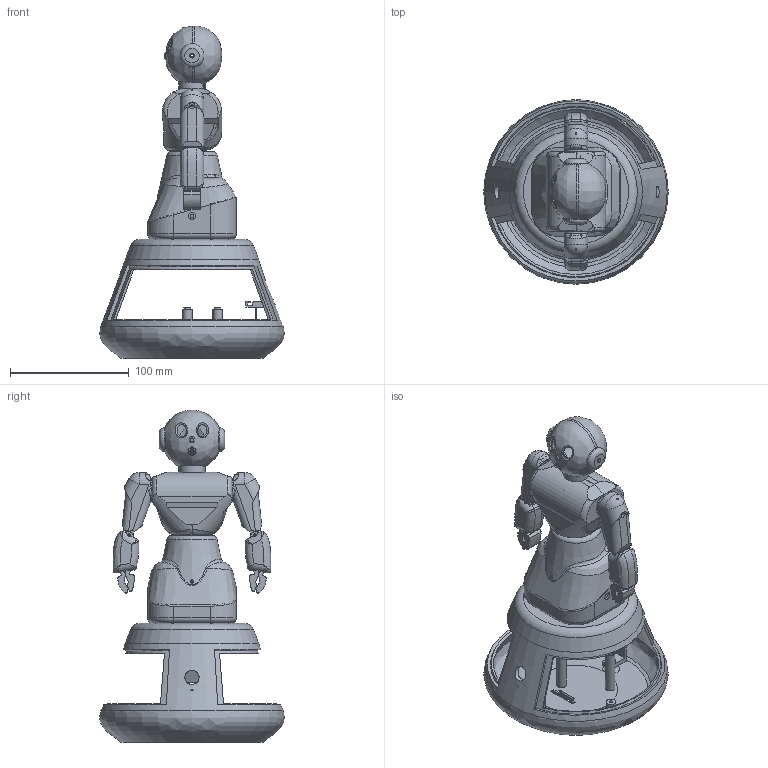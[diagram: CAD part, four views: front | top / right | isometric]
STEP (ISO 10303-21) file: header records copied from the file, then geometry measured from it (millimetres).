
FILE_DESCRIPTION(/* description */ (''),/* implementation_level */ '2;1');
FILE_NAME(/* name */ 'The_CAT v32.step',/* time_stamp */ '2023-06-21T16:59:40+05:30',/* author */ (''),/* organization */ (''),/* preprocessor_version */ 'ST-DEVELOPER v19.2',/* originating_system */ 'Autodesk Translation Framework v12.6.0.85',/* authorisation */ '');
FILE_SCHEMA (('AUTOMOTIVE_DESIGN { 1 0 10303 214 3 1 1 }'));
Length unit declared in the file: millimetre
Products named in the file (25): The_CAT; robot base; neo pixe ring; lower_body; upper_body; head; middle_block; middle_lower_part; middle_upper_part; bearing; left_upper_arm; left_lower_arm; left_palm; servo_MG90S; servo bush; rightarm; servo_MG90S v5(Mirror); right_upper_arm(Mirror); MG90_Arm v1; Arm02; forarm_palm_right; Component31; MG90_Arm v1_1; Arm02_1; closing lid
Assembly tree (24 placements, depth 3):
  The_CAT
    robot base
    neo pixe ring
    lower_body
    upper_body
    head
    middle_block
      middle_lower_part
      middle_upper_part
    bearing
    left_upper_arm
    left_lower_arm
    left_palm
    servo_MG90S
      servo bush
    rightarm
    servo_MG90S v5(Mirror)
    right_upper_arm(Mirror)
    MG90_Arm v1
      Arm02
    forarm_palm_right
    Component31
    MG90_Arm v1_1
      Arm02_1
    closing lid
Bounding box: 155.53 x 155.53 x 280 mm (x, y, z)
Volume: 471098.2 mm3; surface area: 308916.3 mm2
Topology: 39 solids, 45 shells, 6063 faces, 16227 edges, 10611 vertices
Faces by surface type: plane 3328, bspline 1434, cylinder 907, cone 215, torus 146, sphere 33
Full cylindrical faces by diameter (mm): 0.025 x4, 0.9 x1, 1.16 x13, 1.61 x1, 1.905 x16, 2 x30, 2.057 x16, 2.095 x1, 2.4 x4, 2.433 x1, 2.5 x5, 2.8 x8, 2.85 x16, 2.9 x7, 2.95 x2, 3 x4, 3.5 x4, 4.2 x4, 4.5 x4, 4.84 x4, 5 x7, 5.094 x4, 5.55 x4, 5.68 x2, 6 x13, 6.9 x2, 8 x12, 12 x1, 13 x3, 13.09 x2
Entity records: 280639 total; most frequent: CARTESIAN_POINT 137301, ORIENTED_EDGE 32206, DIRECTION 24375, EDGE_CURVE 16103, VERTEX_POINT 10611, LINE 9741, VECTOR 9741, AXIS2_PLACEMENT_3D 7317
